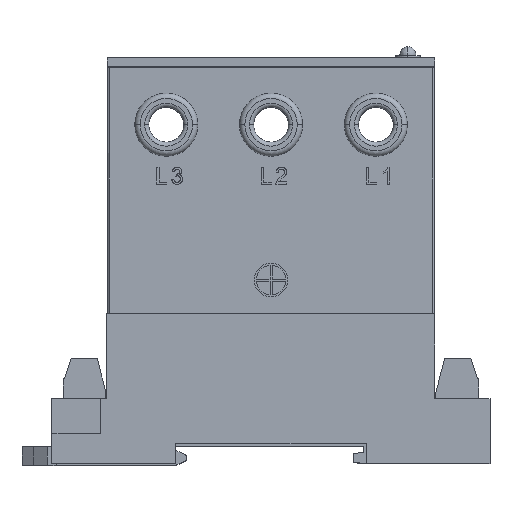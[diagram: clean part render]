
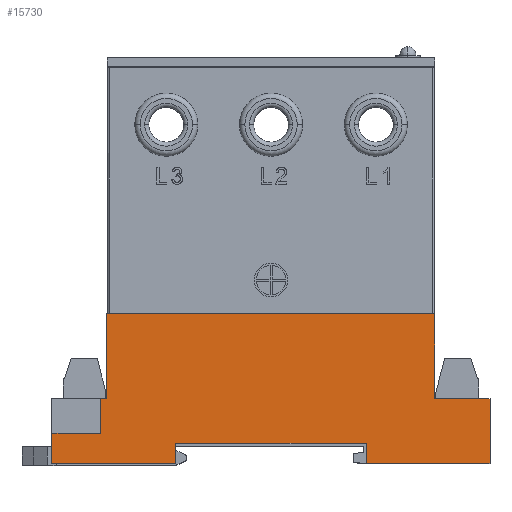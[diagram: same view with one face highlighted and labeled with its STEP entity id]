
A CAD part, top view. The second image highlights one B-rep face of the part: STEP entity #15730.
In plain terms, the highlighted face is planar.
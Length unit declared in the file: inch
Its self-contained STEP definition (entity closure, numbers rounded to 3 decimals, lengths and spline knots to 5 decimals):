
#5 = VERTEX_POINT ( 'NONE', #4759 ) ;
#157 = LINE ( 'NONE', #22002, #14269 ) ;
#1438 = EDGE_CURVE ( 'NONE', #6136, #16516, #22874, .T. ) ;
#1443 = VERTEX_POINT ( 'NONE', #5749 ) ;
#1621 = VERTEX_POINT ( 'NONE', #2149 ) ;
#1752 = CARTESIAN_POINT ( 'NONE',  ( -1.6325, 0.482, -0.7105 ) ) ;
#1753 = VECTOR ( 'NONE', #13338, 39.37008 ) ;
#2149 = CARTESIAN_POINT ( 'NONE',  ( 1.2225, 0.482, -0.7105 ) ) ;
#2348 = VERTEX_POINT ( 'NONE', #1752 ) ;
#2740 = EDGE_CURVE ( 'NONE', #7258, #23365, #20736, .T. ) ;
#2767 = LINE ( 'NONE', #17536, #6678 ) ;
#2826 = LINE ( 'NONE', #20157, #22658 ) ;
#3295 = DIRECTION ( 'NONE',  ( -1., 0., 0. ) ) ;
#3783 = CARTESIAN_POINT ( 'NONE',  ( -0.71, 0.15, -0.7105 ) ) ;
#4557 = LINE ( 'NONE', #24861, #23785 ) ;
#4732 = DIRECTION ( 'NONE',  ( 0., -1., 0. ) ) ;
#4754 = ORIENTED_EDGE ( 'NONE', *, *, #9477, .T. ) ;
#4759 = CARTESIAN_POINT ( 'NONE',  ( 1.2675, 0.482, -0.7105 ) ) ;
#5132 = LINE ( 'NONE', #5139, #14762 ) ;
#5139 = CARTESIAN_POINT ( 'NONE',  ( 1.2225, 1.115, -0.7105 ) ) ;
#5749 = CARTESIAN_POINT ( 'NONE',  ( -1.6325, 0., -0.7105 ) ) ;
#5784 = CARTESIAN_POINT ( 'NONE',  ( -1.6325, 0., -0.7105 ) ) ;
#5887 = EDGE_CURVE ( 'NONE', #10577, #18034, #9184, .T. ) ;
#6136 = VERTEX_POINT ( 'NONE', #6302 ) ;
#6214 = AXIS2_PLACEMENT_3D ( 'NONE', #13927, #17822, #6291 ) ;
#6291 = DIRECTION ( 'NONE',  ( 1., 0., 0. ) ) ;
#6302 = CARTESIAN_POINT ( 'NONE',  ( 0.71, 0.15, -0.7105 ) ) ;
#6414 = CARTESIAN_POINT ( 'NONE',  ( 1.2225, 1.115, -0.7105 ) ) ;
#6434 = EDGE_CURVE ( 'NONE', #10577, #14290, #22662, .T. ) ;
#6678 = VECTOR ( 'NONE', #19471, 39.37008 ) ;
#6856 = LINE ( 'NONE', #5784, #21006 ) ;
#7025 = CARTESIAN_POINT ( 'NONE',  ( -1.6325, 1.115, -0.7105 ) ) ;
#7090 = DIRECTION ( 'NONE',  ( 0., -1., 0. ) ) ;
#7258 = VERTEX_POINT ( 'NONE', #6414 ) ;
#7339 = VECTOR ( 'NONE', #9063, 39.37008 ) ;
#7530 = VECTOR ( 'NONE', #17593, 39.37008 ) ;
#7793 = ORIENTED_EDGE ( 'NONE', *, *, #17255, .F. ) ;
#7854 = CARTESIAN_POINT ( 'NONE',  ( 0.71, 0., -0.7105 ) ) ;
#8706 = EDGE_CURVE ( 'NONE', #14290, #17912, #21084, .T. ) ;
#9063 = DIRECTION ( 'NONE',  ( 0., -1., 0. ) ) ;
#9184 = LINE ( 'NONE', #16752, #13680 ) ;
#9213 = ORIENTED_EDGE ( 'NONE', *, *, #2740, .F. ) ;
#9477 = EDGE_CURVE ( 'NONE', #17170, #23365, #20752, .T. ) ;
#10221 = CARTESIAN_POINT ( 'NONE',  ( 1.2675, 0.222, -0.7105 ) ) ;
#10472 = ORIENTED_EDGE ( 'NONE', *, *, #23831, .T. ) ;
#10495 = VECTOR ( 'NONE', #24276, 39.37008 ) ;
#10552 = FACE_OUTER_BOUND ( 'NONE', #20340, .T. ) ;
#10577 = VERTEX_POINT ( 'NONE', #20940 ) ;
#10995 = CARTESIAN_POINT ( 'NONE',  ( 1.6325, 1.115, -0.7105 ) ) ;
#11128 = ORIENTED_EDGE ( 'NONE', *, *, #8706, .T. ) ;
#11611 = DIRECTION ( 'NONE',  ( -1., 0., 0. ) ) ;
#11966 = LINE ( 'NONE', #22938, #1753 ) ;
#11997 = PLANE ( 'NONE',  #6214 ) ;
#12017 = DIRECTION ( 'NONE',  ( -1., 0., 0. ) ) ;
#12392 = ORIENTED_EDGE ( 'NONE', *, *, #1438, .T. ) ;
#12408 = DIRECTION ( 'NONE',  ( 0., 1., 0. ) ) ;
#13338 = DIRECTION ( 'NONE',  ( 0., -1., 0. ) ) ;
#13417 = ORIENTED_EDGE ( 'NONE', *, *, #5887, .F. ) ;
#13680 = VECTOR ( 'NONE', #3295, 39.37008 ) ;
#13681 = EDGE_CURVE ( 'NONE', #16516, #18612, #2826, .T. ) ;
#13909 = ORIENTED_EDGE ( 'NONE', *, *, #19096, .F. ) ;
#13927 = CARTESIAN_POINT ( 'NONE',  ( -1.6325, 1.115, -0.7105 ) ) ;
#14269 = VECTOR ( 'NONE', #12408, 39.37008 ) ;
#14290 = VERTEX_POINT ( 'NONE', #20126 ) ;
#14633 = CARTESIAN_POINT ( 'NONE',  ( -0.71, 0.15, -0.7105 ) ) ;
#14762 = VECTOR ( 'NONE', #7090, 39.37008 ) ;
#15040 = ORIENTED_EDGE ( 'NONE', *, *, #17294, .T. ) ;
#15578 = CARTESIAN_POINT ( 'NONE',  ( -1.6325, 0.482, -0.7105 ) ) ;
#15646 = VECTOR ( 'NONE', #18069, 39.37008 ) ;
#15730 = ADVANCED_FACE ( 'NONE', ( #10552 ), #11997, .F. ) ;
#16516 = VERTEX_POINT ( 'NONE', #14633 ) ;
#16575 = CARTESIAN_POINT ( 'NONE',  ( -0.71, 0., -0.7105 ) ) ;
#16752 = CARTESIAN_POINT ( 'NONE',  ( 1.6325, 0.222, -0.7105 ) ) ;
#16916 = CARTESIAN_POINT ( 'NONE',  ( -1.2225, 0.482, -0.7105 ) ) ;
#17170 = VERTEX_POINT ( 'NONE', #16916 ) ;
#17255 = EDGE_CURVE ( 'NONE', #2348, #1443, #11966, .T. ) ;
#17294 = EDGE_CURVE ( 'NONE', #18612, #1443, #6856, .T. ) ;
#17536 = CARTESIAN_POINT ( 'NONE',  ( 1.2225, 0.482, -0.7105 ) ) ;
#17593 = DIRECTION ( 'NONE',  ( 1., 0., 0. ) ) ;
#17791 = VECTOR ( 'NONE', #12017, 39.37008 ) ;
#17822 = DIRECTION ( 'NONE',  ( 0., 0., 1. ) ) ;
#17912 = VERTEX_POINT ( 'NONE', #7854 ) ;
#18034 = VERTEX_POINT ( 'NONE', #10221 ) ;
#18069 = DIRECTION ( 'NONE',  ( 0., 1., 0. ) ) ;
#18387 = LINE ( 'NONE', #15578, #7530 ) ;
#18612 = VERTEX_POINT ( 'NONE', #16575 ) ;
#18786 = ORIENTED_EDGE ( 'NONE', *, *, #13681, .T. ) ;
#19096 = EDGE_CURVE ( 'NONE', #18034, #5, #157, .T. ) ;
#19287 = CARTESIAN_POINT ( 'NONE',  ( -1.6325, 0., -0.7105 ) ) ;
#19471 = DIRECTION ( 'NONE',  ( 1., 0., 0. ) ) ;
#19947 = ORIENTED_EDGE ( 'NONE', *, *, #23504, .T. ) ;
#20126 = CARTESIAN_POINT ( 'NONE',  ( 1.6325, 0., -0.7105 ) ) ;
#20157 = CARTESIAN_POINT ( 'NONE',  ( -0.71, 0.15, -0.7105 ) ) ;
#20340 = EDGE_LOOP ( 'NONE', ( #11128, #20693, #12392, #18786, #15040, #7793, #10472, #4754, #9213, #19947, #22615, #13909, #13417, #22840 ) ) ;
#20693 = ORIENTED_EDGE ( 'NONE', *, *, #23140, .T. ) ;
#20736 = LINE ( 'NONE', #7025, #10495 ) ;
#20752 = LINE ( 'NONE', #23735, #15646 ) ;
#20940 = CARTESIAN_POINT ( 'NONE',  ( 1.6325, 0.222, -0.7105 ) ) ;
#21006 = VECTOR ( 'NONE', #21197, 39.37008 ) ;
#21066 = DIRECTION ( 'NONE',  ( 0., 1., 0. ) ) ;
#21084 = LINE ( 'NONE', #19287, #21692 ) ;
#21197 = DIRECTION ( 'NONE',  ( -1., 0., 0. ) ) ;
#21692 = VECTOR ( 'NONE', #11611, 39.37008 ) ;
#22002 = CARTESIAN_POINT ( 'NONE',  ( 1.2675, 0.222, -0.7105 ) ) ;
#22615 = ORIENTED_EDGE ( 'NONE', *, *, #23219, .T. ) ;
#22658 = VECTOR ( 'NONE', #4732, 39.37008 ) ;
#22662 = LINE ( 'NONE', #10995, #7339 ) ;
#22840 = ORIENTED_EDGE ( 'NONE', *, *, #6434, .T. ) ;
#22874 = LINE ( 'NONE', #3783, #17791 ) ;
#22938 = CARTESIAN_POINT ( 'NONE',  ( -1.6325, 1.115, -0.7105 ) ) ;
#23140 = EDGE_CURVE ( 'NONE', #17912, #6136, #4557, .T. ) ;
#23219 = EDGE_CURVE ( 'NONE', #1621, #5, #2767, .T. ) ;
#23365 = VERTEX_POINT ( 'NONE', #23783 ) ;
#23504 = EDGE_CURVE ( 'NONE', #7258, #1621, #5132, .T. ) ;
#23735 = CARTESIAN_POINT ( 'NONE',  ( -1.2225, 1.115, -0.7105 ) ) ;
#23783 = CARTESIAN_POINT ( 'NONE',  ( -1.2225, 1.115, -0.7105 ) ) ;
#23785 = VECTOR ( 'NONE', #21066, 39.37008 ) ;
#23831 = EDGE_CURVE ( 'NONE', #2348, #17170, #18387, .T. ) ;
#24276 = DIRECTION ( 'NONE',  ( -1., 0., 0. ) ) ;
#24861 = CARTESIAN_POINT ( 'NONE',  ( 0.71, 0.15, -0.7105 ) ) ;
